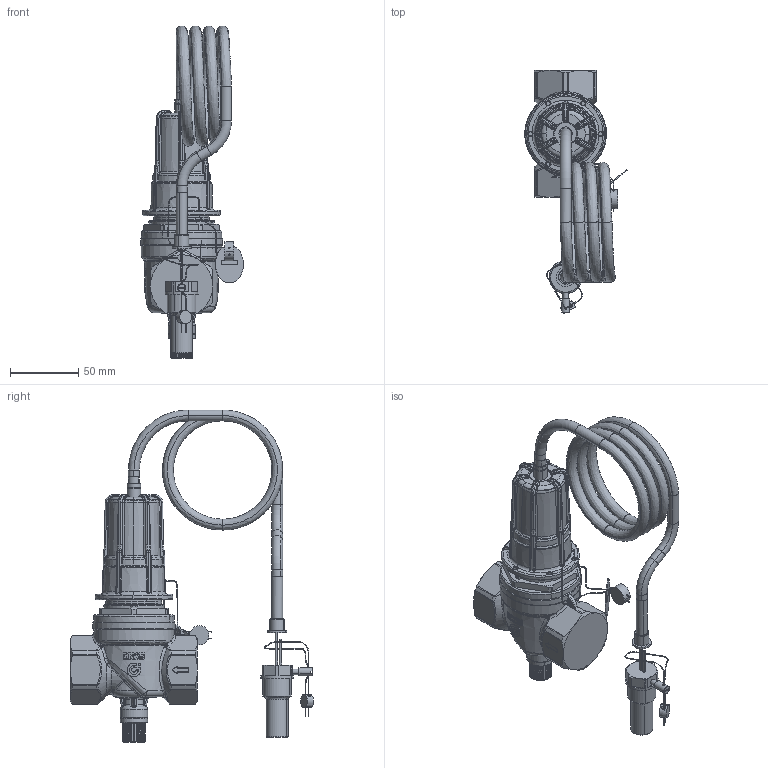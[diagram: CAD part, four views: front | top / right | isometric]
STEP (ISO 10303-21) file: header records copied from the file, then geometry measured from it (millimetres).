
FILE_DESCRIPTION(('CATIA V5 STEP Exchange'),'2;1');
FILE_NAME('STEP_540060_-_TST.stp','2017-03-27T11:45:10+00:00',('none'),('none'),'CATIA Version 5-6 Release 2014 SP5','CATIA V5 STEP AP203','none');
FILE_SCHEMA(('CONFIG_CONTROL_DESIGN'));
Products named in the file (1): 540060 - TST
Bounding box: 75.17 x 178.15 x 243.36 mm (x, y, z)
Volume: 419187.7 mm3; surface area: 74729.8 mm2
Topology: 5 solids, 7 shells, 1692 faces, 4137 edges, 2436 vertices
Faces by surface type: bspline 483, cylinder 469, plane 323, torus 234, cone 159, sphere 18, revolution 6
Entity records: 70667 total; most frequent: CARTESIAN_POINT 38850, ORIENTED_EDGE 8174, EDGE_CURVE 4087, DIRECTION 3671, VERTEX_POINT 2436, AXIS2_PLACEMENT_3D 2024, B_SPLINE_CURVE_WITH_KNOTS 1918, EDGE_LOOP 1745
